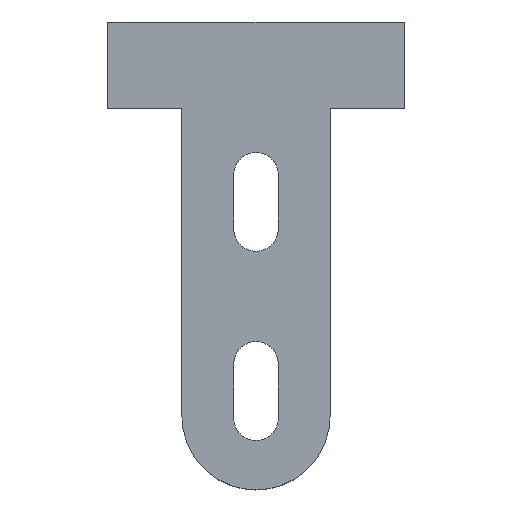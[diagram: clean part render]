
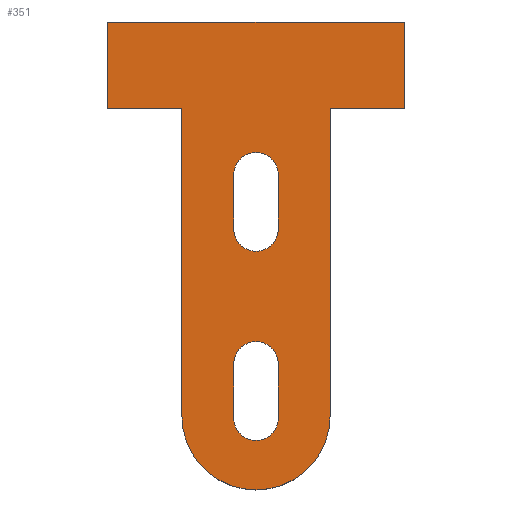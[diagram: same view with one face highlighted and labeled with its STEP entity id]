
A CAD part, top view. The second image highlights one B-rep face of the part: STEP entity #351.
In plain terms, the highlighted planar face has unit normal (0, 0, 1).
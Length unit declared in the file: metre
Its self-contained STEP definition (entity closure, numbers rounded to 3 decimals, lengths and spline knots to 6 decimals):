
#23=PLANE('',#390);
#29=LINE('',#506,#67);
#33=LINE('',#519,#71);
#38=LINE('',#533,#76);
#41=LINE('',#540,#79);
#45=LINE('',#548,#83);
#48=LINE('',#554,#86);
#51=LINE('',#560,#89);
#52=LINE('',#562,#90);
#58=LINE('',#575,#96);
#60=LINE('',#581,#98);
#62=LINE('',#584,#100);
#67=VECTOR('',#409,1.);
#71=VECTOR('',#421,1.);
#76=VECTOR('',#434,1.);
#79=VECTOR('',#439,1.);
#83=VECTOR('',#445,1.);
#86=VECTOR('',#450,1.);
#89=VECTOR('',#455,1.);
#90=VECTOR('',#458,1.);
#96=VECTOR('',#466,1.);
#98=VECTOR('',#476,1.);
#100=VECTOR('',#480,1.);
#161=ORIENTED_EDGE('',*,*,#243,.T.);
#162=ORIENTED_EDGE('',*,*,#230,.F.);
#163=ORIENTED_EDGE('',*,*,#236,.F.);
#164=ORIENTED_EDGE('',*,*,#240,.F.);
#165=ORIENTED_EDGE('',*,*,#219,.F.);
#166=ORIENTED_EDGE('',*,*,#223,.F.);
#167=ORIENTED_EDGE('',*,*,#226,.F.);
#168=ORIENTED_EDGE('',*,*,#229,.F.);
#169=ORIENTED_EDGE('',*,*,#209,.F.);
#170=ORIENTED_EDGE('',*,*,#213,.F.);
#171=ORIENTED_EDGE('',*,*,#216,.T.);
#172=ORIENTED_EDGE('',*,*,#238,.F.);
#173=ORIENTED_EDGE('',*,*,#199,.F.);
#174=ORIENTED_EDGE('',*,*,#203,.F.);
#175=ORIENTED_EDGE('',*,*,#206,.F.);
#176=ORIENTED_EDGE('',*,*,#242,.T.);
#199=EDGE_CURVE('',#247,#248,#278,.T.);
#203=EDGE_CURVE('',#250,#247,#29,.T.);
#206=EDGE_CURVE('',#252,#250,#280,.T.);
#209=EDGE_CURVE('',#255,#256,#33,.T.);
#213=EDGE_CURVE('',#258,#255,#282,.T.);
#216=EDGE_CURVE('',#258,#260,#38,.T.);
#219=EDGE_CURVE('',#263,#264,#41,.T.);
#223=EDGE_CURVE('',#266,#263,#45,.T.);
#226=EDGE_CURVE('',#268,#266,#48,.T.);
#229=EDGE_CURVE('',#270,#268,#51,.T.);
#230=EDGE_CURVE('',#271,#272,#52,.T.);
#236=EDGE_CURVE('',#276,#271,#58,.T.);
#238=EDGE_CURVE('',#256,#260,#284,.T.);
#240=EDGE_CURVE('',#264,#276,#60,.T.);
#242=EDGE_CURVE('',#252,#248,#62,.T.);
#243=EDGE_CURVE('',#270,#272,#285,.T.);
#247=VERTEX_POINT('',#497);
#248=VERTEX_POINT('',#499);
#250=VERTEX_POINT('',#505);
#252=VERTEX_POINT('',#511);
#255=VERTEX_POINT('',#518);
#256=VERTEX_POINT('',#520);
#258=VERTEX_POINT('',#526);
#260=VERTEX_POINT('',#532);
#263=VERTEX_POINT('',#539);
#264=VERTEX_POINT('',#541);
#266=VERTEX_POINT('',#547);
#268=VERTEX_POINT('',#553);
#270=VERTEX_POINT('',#559);
#271=VERTEX_POINT('',#563);
#272=VERTEX_POINT('',#564);
#276=VERTEX_POINT('',#574);
#278=CIRCLE('',#369,0.0018);
#280=CIRCLE('',#373,0.0018);
#282=CIRCLE('',#377,0.0018);
#284=CIRCLE('',#387,0.0018);
#285=CIRCLE('',#391,0.006);
#302=EDGE_LOOP('',(#161,#162,#163,#164,#165,#166,#167,#168));
#303=EDGE_LOOP('',(#169,#170,#171,#172));
#304=EDGE_LOOP('',(#173,#174,#175,#176));
#324=FACE_BOUND('',#302,.T.);
#325=FACE_BOUND('',#303,.T.);
#326=FACE_BOUND('',#304,.T.);
#351=ADVANCED_FACE('',(#324,#325,#326),#23,.T.);
#369=AXIS2_PLACEMENT_3D('',#498,#402,#403);
#373=AXIS2_PLACEMENT_3D('',#512,#415,#416);
#377=AXIS2_PLACEMENT_3D('',#527,#428,#429);
#387=AXIS2_PLACEMENT_3D('',#578,#471,#472);
#390=AXIS2_PLACEMENT_3D('',#585,#481,#482);
#391=AXIS2_PLACEMENT_3D('',#586,#483,#484);
#402=DIRECTION('',(0.,0.,1.));
#403=DIRECTION('',(1.,0.,0.));
#409=DIRECTION('',(0.,1.,0.));
#415=DIRECTION('',(0.,0.,1.));
#416=DIRECTION('',(1.,0.,0.));
#421=DIRECTION('',(0.,-1.,0.));
#428=DIRECTION('',(0.,0.,1.));
#429=DIRECTION('',(1.,0.,0.));
#434=DIRECTION('',(0.,-1.,0.));
#439=DIRECTION('',(1.,0.,0.));
#445=DIRECTION('',(0.,1.,0.));
#450=DIRECTION('',(-1.,0.,0.));
#455=DIRECTION('',(0.,1.,0.));
#458=DIRECTION('',(0.,-1.,0.));
#466=DIRECTION('',(-1.,0.,0.));
#471=DIRECTION('',(0.,0.,1.));
#472=DIRECTION('',(1.,0.,0.));
#476=DIRECTION('',(0.,-1.,0.));
#480=DIRECTION('',(0.,1.,0.));
#481=DIRECTION('',(0.,0.,1.));
#482=DIRECTION('',(1.,0.,0.));
#483=DIRECTION('',(0.,0.,1.));
#484=DIRECTION('',(1.,0.,0.));
#497=CARTESIAN_POINT('',(0.0138,-0.01235,0.003));
#498=CARTESIAN_POINT('',(0.012,-0.01235,0.003));
#499=CARTESIAN_POINT('',(0.0102,-0.01235,0.003));
#505=CARTESIAN_POINT('',(0.0138,-0.01675,0.003));
#506=CARTESIAN_POINT('',(0.0138,-0.01455,0.003));
#511=CARTESIAN_POINT('',(0.0102,-0.01675,0.003));
#512=CARTESIAN_POINT('',(0.012,-0.01675,0.003));
#518=CARTESIAN_POINT('',(0.0102,-0.02765,0.003));
#519=CARTESIAN_POINT('',(0.0102,-0.02985,0.003));
#520=CARTESIAN_POINT('',(0.0102,-0.03205,0.003));
#526=CARTESIAN_POINT('',(0.0138,-0.02765,0.003));
#527=CARTESIAN_POINT('',(0.012,-0.02765,0.003));
#532=CARTESIAN_POINT('',(0.0138,-0.03205,0.003));
#533=CARTESIAN_POINT('',(0.0138,-0.02985,0.003));
#539=CARTESIAN_POINT('',(0.,0.,0.003));
#540=CARTESIAN_POINT('',(0.012,0.,0.003));
#541=CARTESIAN_POINT('',(0.024,0.,0.003));
#547=CARTESIAN_POINT('',(0.,-0.007,0.003));
#548=CARTESIAN_POINT('',(0.,-0.0035,0.003));
#553=CARTESIAN_POINT('',(0.006,-0.007,0.003));
#554=CARTESIAN_POINT('',(0.003,-0.007,0.003));
#559=CARTESIAN_POINT('',(0.006,-0.03185,0.003));
#560=CARTESIAN_POINT('',(0.006,-0.022425,0.003));
#562=CARTESIAN_POINT('',(0.018,-0.022425,0.003));
#563=CARTESIAN_POINT('',(0.018,-0.007,0.003));
#564=CARTESIAN_POINT('',(0.018,-0.03185,0.003));
#574=CARTESIAN_POINT('',(0.024,-0.007,0.003));
#575=CARTESIAN_POINT('',(0.021,-0.007,0.003));
#578=CARTESIAN_POINT('',(0.012,-0.03205,0.003));
#581=CARTESIAN_POINT('',(0.024,-0.0035,0.003));
#584=CARTESIAN_POINT('',(0.0102,-0.01455,0.003));
#585=CARTESIAN_POINT('',(0.012,-0.018925,0.003));
#586=CARTESIAN_POINT('',(0.012,-0.03185,0.003));
